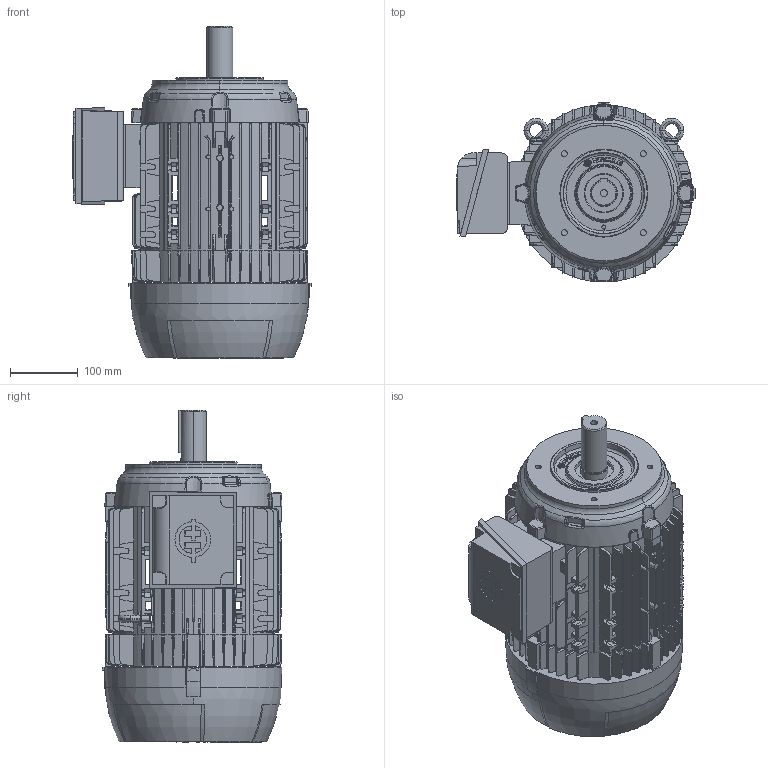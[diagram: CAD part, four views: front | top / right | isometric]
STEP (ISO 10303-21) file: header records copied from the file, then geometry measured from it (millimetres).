
FILE_DESCRIPTION (( 'STEP AP203' ), '1' );
FILE_NAME ('132ML_SP_DI_RIGHT.STEP', '2022-07-27T13:04:24', ( '' ), ( '' ), 'SwSTEP 2.0', 'SolidWorks 2020', '' );
FILE_SCHEMA (( 'CONFIG_CONTROL_DESIGN' ));
Length unit declared in the file: millimetre
Products named in the file (1): 132ML_SP_DI_RIGHT
Bounding box: 352.04 x 265.6 x 490 mm (x, y, z)
Surface area: 879617 mm2 (no closed solid volume)
Topology: 0 solids, 13 shells, 2197 faces, 6431 edges, 4241 vertices
Faces by surface type: plane 1314, cone 356, bspline 267, cylinder 169, torus 84, sphere 7
Entity records: 84360 total; most frequent: CARTESIAN_POINT 30871, ORIENTED_EDGE 11904, DIRECTION 9478, EDGE_CURVE 6431, VERTEX_POINT 4241, LINE 3332, VECTOR 3332, AXIS2_PLACEMENT_3D 3073
